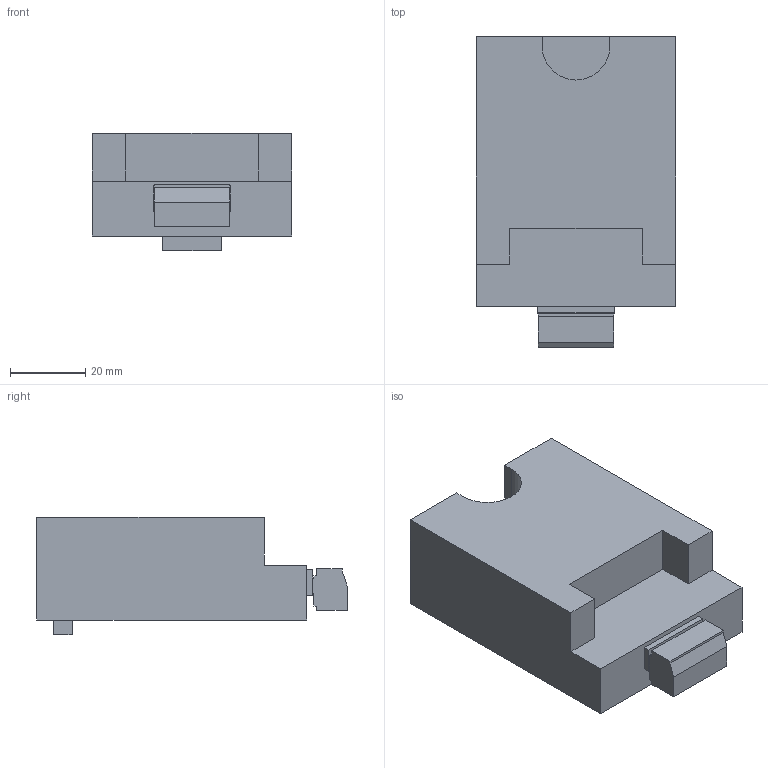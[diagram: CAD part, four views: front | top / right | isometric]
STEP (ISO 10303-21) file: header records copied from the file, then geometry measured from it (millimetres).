
FILE_DESCRIPTION (( 'STEP AP214' ), '1' );
FILE_NAME ('SSW900-CRS485-W.STEP', '2024-09-11T13:31:21', ( '' ), ( '' ), 'SwSTEP 2.0', 'SolidWorks 2021', '' );
FILE_SCHEMA (( 'AUTOMOTIVE_DESIGN' ));
Length unit declared in the file: inch
Products named in the file (1): SSW900-CRS485-W
Bounding box: 53.05 x 82.45 x 31.14 mm (x, y, z)
Volume: 92142.2 mm3; surface area: 15599.6 mm2
Topology: 1 solids, 1 shells, 41 faces, 108 edges, 72 vertices
Faces by surface type: plane 40, cylinder 1
Entity records: 1284 total; most frequent: CARTESIAN_POINT 222, ORIENTED_EDGE 216, DIRECTION 194, EDGE_CURVE 108, LINE 106, VECTOR 106, VERTEX_POINT 72, EDGE_LOOP 44
